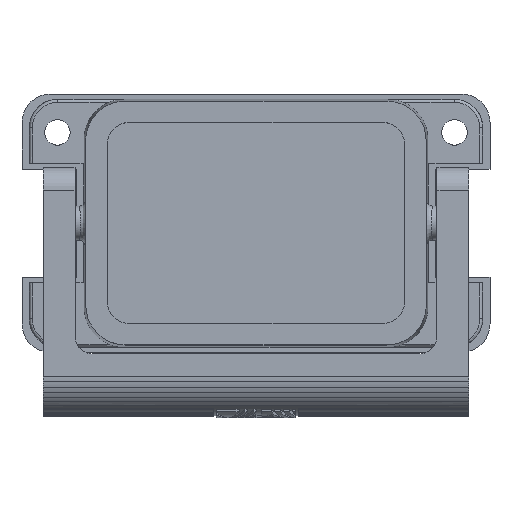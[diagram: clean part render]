
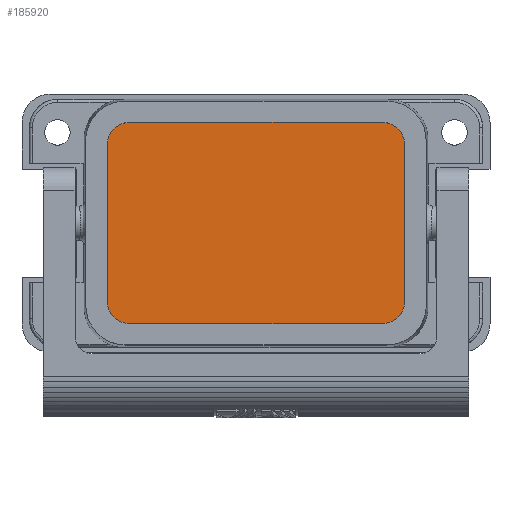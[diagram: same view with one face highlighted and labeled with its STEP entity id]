
A CAD part, top view. The second image highlights one B-rep face of the part: STEP entity #185920.
In plain terms, the highlighted planar face has unit normal (0, 0, 1).
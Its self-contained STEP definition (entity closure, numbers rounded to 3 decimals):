
#120=CARTESIAN_POINT('',(19.086,56.203,-21.5));
#130=VERTEX_POINT('',#120);
#290=CARTESIAN_POINT('',(23.086,60.203,-21.5));
#300=VERTEX_POINT('',#290);
#330=CARTESIAN_POINT('',(23.086,56.203,-21.5));
#340=DIRECTION('',(0.,0.,-1.));
#350=DIRECTION('',(0.,-1.,0.));
#360=AXIS2_PLACEMENT_3D('',#330,#340,#350);
#370=CIRCLE('',#360,4.);
#380=EDGE_CURVE('',#130,#300,#370,.T.);
#2650=CARTESIAN_POINT('',(54.586,11.703,-21.5));
#2660=VERTEX_POINT('',#2650);
#2740=CARTESIAN_POINT('',(50.586,7.703,-21.5));
#2750=VERTEX_POINT('',#2740);
#2780=CARTESIAN_POINT('',(50.586,11.703,-21.5));
#2790=DIRECTION('',(0.,0.,-1.));
#2800=DIRECTION('',(0.,-1.,0.));
#2810=AXIS2_PLACEMENT_3D('',#2780,#2790,#2800);
#2820=CIRCLE('',#2810,4.);
#2830=EDGE_CURVE('',#2660,#2750,#2820,.T.);
#3530=CARTESIAN_POINT('',(54.586,56.203,-21.5));
#3540=VERTEX_POINT('',#3530);
#4120=CARTESIAN_POINT('',(54.586,0.,-21.5));
#4130=DIRECTION('',(0.,1.,0.));
#4140=VECTOR('',#4130,1.);
#4150=LINE('',#4120,#4140);
#4160=EDGE_CURVE('',#2660,#3540,#4150,.T.);
#183140=CARTESIAN_POINT('',(54.586,11.703,-21.5));
#183150=VERTEX_POINT('',#183140);
#183180=CARTESIAN_POINT('',(50.586,11.703,-21.5));
#183190=DIRECTION('',(0.,0.,-1.));
#183200=DIRECTION('',(0.,-1.,0.));
#183210=AXIS2_PLACEMENT_3D('',#183180,#183190,#183200);
#183220=CIRCLE('',#183210,4.);
#183230=EDGE_CURVE('',#183150,#2750,#183220,.T.);
#183460=CARTESIAN_POINT('',(54.586,56.203,-21.5));
#183470=VERTEX_POINT('',#183460);
#183500=CARTESIAN_POINT('',(54.586,60.203,-21.5));
#183510=DIRECTION('',(0.,-1.,0.));
#183520=VECTOR('',#183510,1.);
#183530=LINE('',#183500,#183520);
#183540=EDGE_CURVE('',#183470,#183150,#183530,.T.);
#183720=CARTESIAN_POINT('',(50.586,60.203,-21.5));
#183730=VERTEX_POINT('',#183720);
#183760=CARTESIAN_POINT('',(50.586,56.203,-21.5));
#183770=DIRECTION('',(0.,0.,-1.));
#183780=DIRECTION('',(0.,-1.,0.));
#183790=AXIS2_PLACEMENT_3D('',#183760,#183770,#183780);
#183800=CIRCLE('',#183790,4.);
#183810=EDGE_CURVE('',#183730,#183470,#183800,.T.);
#184010=CARTESIAN_POINT('',(54.586,7.703,-21.5));
#184020=DIRECTION('',(-1.,0.,0.));
#184030=VECTOR('',#184020,1.);
#184040=LINE('',#184010,#184030);
#184050=CARTESIAN_POINT('',(23.086,7.703,-21.5));
#184060=VERTEX_POINT('',#184050);
#184070=EDGE_CURVE('',#2750,#184060,#184040,.T.);
#184320=CARTESIAN_POINT('',(23.086,11.703,-21.5));
#184330=DIRECTION('',(0.,0.,-1.));
#184340=DIRECTION('',(0.,-1.,0.));
#184350=AXIS2_PLACEMENT_3D('',#184320,#184330,#184340);
#184360=CIRCLE('',#184350,4.);
#184370=CARTESIAN_POINT('',(19.086,11.703,-21.5));
#184380=VERTEX_POINT('',#184370);
#184390=EDGE_CURVE('',#184060,#184380,#184360,.T.);
#184640=CARTESIAN_POINT('',(19.086,7.703,-21.5));
#184650=DIRECTION('',(0.,1.,0.));
#184660=VECTOR('',#184650,1.);
#184670=LINE('',#184640,#184660);
#184680=CARTESIAN_POINT('',(19.086,56.203,-21.5));
#184690=VERTEX_POINT('',#184680);
#184700=EDGE_CURVE('',#184380,#184690,#184670,.T.);
#184900=CARTESIAN_POINT('',(23.086,56.203,-21.5));
#184910=DIRECTION('',(0.,0.,-1.));
#184920=DIRECTION('',(0.,-1.,0.));
#184930=AXIS2_PLACEMENT_3D('',#184900,#184910,#184920);
#184940=CIRCLE('',#184930,4.);
#184950=EDGE_CURVE('',#184690,#300,#184940,.T.);
#185200=CARTESIAN_POINT('',(19.086,60.203,-21.5));
#185210=DIRECTION('',(1.,0.,0.));
#185220=VECTOR('',#185210,1.);
#185230=LINE('',#185200,#185220);
#185240=EDGE_CURVE('',#300,#183730,#185230,.T.);
#185380=CARTESIAN_POINT('',(17.041,26.681,-21.5));
#185390=DIRECTION('',(-0.,-0.,-1.));
#185400=DIRECTION('',(0.,-1.,0.));
#185410=AXIS2_PLACEMENT_3D('',#185380,#185390,#185400);
#185420=PLANE('',#185410);
#185430=ORIENTED_EDGE('',*,*,#380,.F.);
#185440=CARTESIAN_POINT('',(0.,60.203,-21.5));
#185450=DIRECTION('',(-1.,0.,0.));
#185460=VECTOR('',#185450,1.);
#185470=LINE('',#185440,#185460);
#185480=EDGE_CURVE('',#183730,#300,#185470,.T.);
#185490=ORIENTED_EDGE('',*,*,#185480,.T.);
#185500=CARTESIAN_POINT('',(50.586,56.203,-21.5));
#185510=DIRECTION('',(0.,0.,-1.));
#185520=DIRECTION('',(0.,-1.,0.));
#185530=AXIS2_PLACEMENT_3D('',#185500,#185510,#185520);
#185540=CIRCLE('',#185530,4.);
#185550=EDGE_CURVE('',#183730,#3540,#185540,.T.);
#185560=ORIENTED_EDGE('',*,*,#185550,.F.);
#185570=ORIENTED_EDGE('',*,*,#4160,.T.);
#185580=ORIENTED_EDGE('',*,*,#2830,.F.);
#185590=CARTESIAN_POINT('',(0.,7.703,-21.5));
#185600=DIRECTION('',(1.,0.,0.));
#185610=VECTOR('',#185600,1.);
#185620=LINE('',#185590,#185610);
#185630=EDGE_CURVE('',#184060,#2750,#185620,.T.);
#185640=ORIENTED_EDGE('',*,*,#185630,.T.);
#185650=CARTESIAN_POINT('',(23.086,11.703,-21.5));
#185660=DIRECTION('',(0.,0.,-1.));
#185670=DIRECTION('',(0.,-1.,0.));
#185680=AXIS2_PLACEMENT_3D('',#185650,#185660,#185670);
#185690=CIRCLE('',#185680,4.);
#185700=CARTESIAN_POINT('',(19.086,11.703,-21.5));
#185710=VERTEX_POINT('',#185700);
#185720=EDGE_CURVE('',#184060,#185710,#185690,.T.);
#185730=ORIENTED_EDGE('',*,*,#185720,.F.);
#185740=CARTESIAN_POINT('',(19.086,0.,-21.5));
#185750=DIRECTION('',(0.,-1.,0.));
#185760=VECTOR('',#185750,1.);
#185770=LINE('',#185740,#185760);
#185780=EDGE_CURVE('',#130,#185710,#185770,.T.);
#185790=ORIENTED_EDGE('',*,*,#185780,.T.);
#185800=EDGE_LOOP('',(#185790,#185730,#185640,#185580,#185570,#185560,
#185490,#185430));
#185810=FACE_OUTER_BOUND('',#185800,.T.);
#185820=ORIENTED_EDGE('',*,*,#183540,.T.);
#185830=ORIENTED_EDGE('',*,*,#183810,.T.);
#185840=ORIENTED_EDGE('',*,*,#185240,.T.);
#185850=ORIENTED_EDGE('',*,*,#184950,.T.);
#185860=ORIENTED_EDGE('',*,*,#184700,.T.);
#185870=ORIENTED_EDGE('',*,*,#184390,.T.);
#185880=ORIENTED_EDGE('',*,*,#184070,.T.);
#185890=ORIENTED_EDGE('',*,*,#183230,.T.);
#185900=EDGE_LOOP('',(#185890,#185880,#185870,#185860,#185850,#185840,
#185830,#185820));
#185910=FACE_BOUND('',#185900,.T.);
#185920=ADVANCED_FACE('',(#185810,#185910),#185420,.F.);
